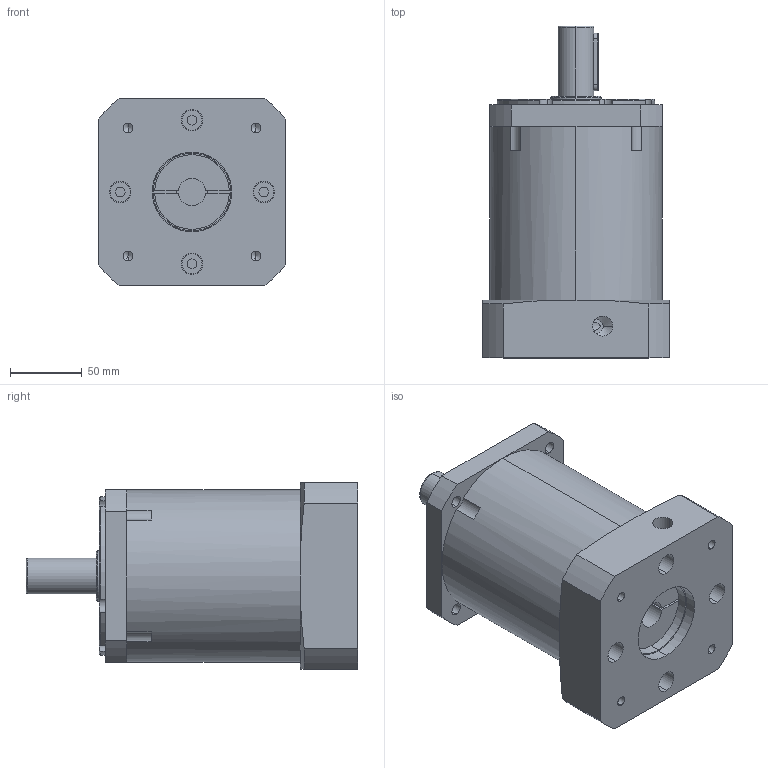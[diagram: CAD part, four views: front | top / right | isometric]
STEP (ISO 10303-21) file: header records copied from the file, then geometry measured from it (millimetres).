
FILE_DESCRIPTION (( 'STEP AP203' ), '1' );
FILE_NAME ('GPF115-L2-(19-55.52-□88.9-M8).STEP', '2022-08-15T03:20:12', ( '微软用户' ), ( '微软中国' ), 'SwSTEP 2.0', 'SolidWorks 2018', '' );
FILE_SCHEMA (( 'CONFIG_CONTROL_DESIGN' ));
Length unit declared in the file: millimetre
Products named in the file (1): GPF115-L2-(19-55.52-¡õ88.9-M8)
Bounding box: 130 x 231 x 130 mm (x, y, z)
Volume: 2197164 mm3; surface area: 151744.7 mm2
Topology: 1 solids, 1 shells, 269 faces, 663 edges, 426 vertices
Faces by surface type: plane 127, cylinder 107, cone 31, torus 4
Entity records: 8299 total; most frequent: CARTESIAN_POINT 1701, DIRECTION 1412, ORIENTED_EDGE 1306, EDGE_CURVE 653, AXIS2_PLACEMENT_3D 525, VERTEX_POINT 426, VECTOR 362, LINE 362
